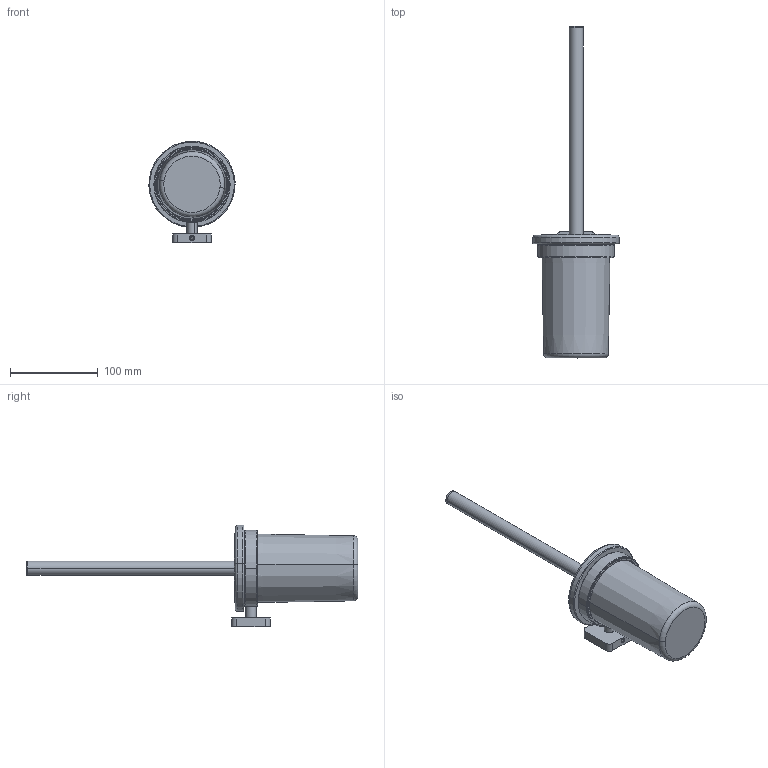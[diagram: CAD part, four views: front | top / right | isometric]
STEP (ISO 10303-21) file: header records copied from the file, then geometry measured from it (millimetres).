
FILE_DESCRIPTION (( 'STEP AP203' ), '1' );
FILE_NAME ('24825A-00-00.STEP', '2023-03-28T13:31:51', ( 'Windows User' ), ( 'P R C' ), 'SwSTEP 2.0', 'SolidWorks 2015', '' );
FILE_SCHEMA (( 'CONFIG_CONTROL_DESIGN' ));
Length unit declared in the file: millimetre
Products named in the file (1): 24825A-00-00
Bounding box: 98.14 x 378.2 x 115.57 mm (x, y, z)
Surface area: 80505.9 mm2 (no closed solid volume)
Topology: 0 solids, 16 shells, 154 faces, 449 edges, 310 vertices
Faces by surface type: plane 68, cylinder 45, torus 23, cone 10, bspline 4, sphere 4
Entity records: 5353 total; most frequent: CARTESIAN_POINT 1202, DIRECTION 894, ORIENTED_EDGE 763, EDGE_CURVE 447, AXIS2_PLACEMENT_3D 336, VERTEX_POINT 310, LINE 222, VECTOR 222
